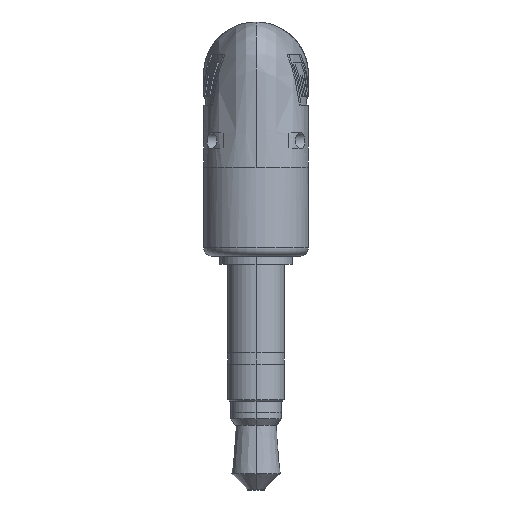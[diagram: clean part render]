
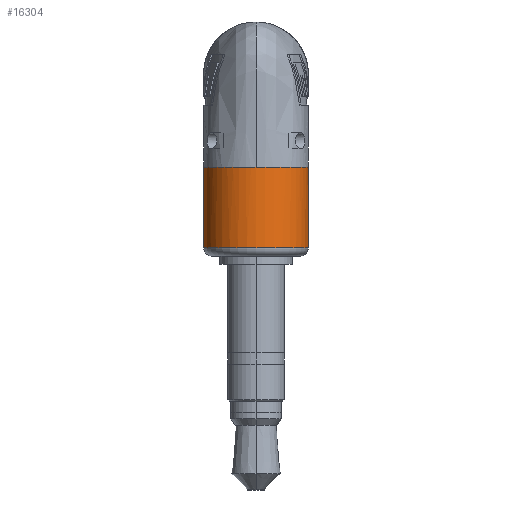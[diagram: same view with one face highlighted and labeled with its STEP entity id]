
A CAD part, left-side view. The second image highlights one B-rep face of the part: STEP entity #16304.
In plain terms, the highlighted cylindrical face has radius 3.25 mm (diameter 6.5 mm), a partial arc.
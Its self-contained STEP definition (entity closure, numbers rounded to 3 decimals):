
#12 = VERTEX_POINT ( 'NONE', #24740 ) ;
#663 = CIRCLE ( 'NONE', #20653, 3.25 ) ;
#1042 = CARTESIAN_POINT ( 'NONE',  ( -1.276, 3.081, 8. ) ) ;
#1212 = CARTESIAN_POINT ( 'NONE',  ( -2.358, 2.358, 8. ) ) ;
#1271 = CARTESIAN_POINT ( 'NONE',  ( 2.358, 2.358, 8. ) ) ;
#2715 = DIRECTION ( 'NONE',  ( 0., 0., -1. ) ) ;
#2857 = CARTESIAN_POINT ( 'NONE',  ( -3.25, 0., 8. ) ) ;
#3793 = VERTEX_POINT ( 'NONE', #4762 ) ;
#4325 = EDGE_CURVE ( 'NONE', #12, #11330, #5502, .T. ) ;
#4762 = CARTESIAN_POINT ( 'NONE',  ( 3.25, 0., 8. ) ) ;
#5164 = CARTESIAN_POINT ( 'NONE',  ( -3.081, 1.276, 8. ) ) ;
#5385 = CARTESIAN_POINT ( 'NONE',  ( 3.25, 0., 8. ) ) ;
#5502 = LINE ( 'NONE', #19221, #20730 ) ;
#6210 = AXIS2_PLACEMENT_3D ( 'NONE', #8441, #2715, #10205 ) ;
#6780 = ORIENTED_EDGE ( 'NONE', *, *, #19767, .F. ) ;
#7178 = CARTESIAN_POINT ( 'NONE',  ( 0.425, 3.25, 8. ) ) ;
#7312 = VERTEX_POINT ( 'NONE', #13010 ) ;
#7699 = ORIENTED_EDGE ( 'NONE', *, *, #17952, .F. ) ;
#7951 = CARTESIAN_POINT ( 'NONE',  ( 3.25, 0., 3. ) ) ;
#8325 = FACE_OUTER_BOUND ( 'NONE', #18958, .T. ) ;
#8441 = CARTESIAN_POINT ( 'NONE',  ( 0., 0., 8. ) ) ;
#8917 = CARTESIAN_POINT ( 'NONE',  ( -3.25, 0.425, 8. ) ) ;
#9468 = CARTESIAN_POINT ( 'NONE',  ( 1.276, 3.081, 8. ) ) ;
#9715 = LINE ( 'NONE', #5385, #10910 ) ;
#10205 = DIRECTION ( 'NONE',  ( -1., 0., 0. ) ) ;
#10451 = DIRECTION ( 'NONE',  ( 1., 0., 0. ) ) ;
#10910 = VECTOR ( 'NONE', #18842, 1000. ) ;
#10987 = CARTESIAN_POINT ( 'NONE',  ( 0., 3.25, 8. ) ) ;
#11245 = CARTESIAN_POINT ( 'NONE',  ( 3.25, 0., 8. ) ) ;
#11330 = VERTEX_POINT ( 'NONE', #17374 ) ;
#11617 = EDGE_CURVE ( 'NONE', #12756, #11330, #663, .T. ) ;
#12756 = VERTEX_POINT ( 'NONE', #7951 ) ;
#12815 = CARTESIAN_POINT ( 'NONE',  ( -0.425, 3.25, 8. ) ) ;
#12883 = CYLINDRICAL_SURFACE ( 'NONE', #6210, 3.25 ) ;
#13010 = CARTESIAN_POINT ( 'NONE',  ( 0., 3.25, 8. ) ) ;
#13339 = DIRECTION ( 'NONE',  ( 0., 0., -1. ) ) ;
#14748 = ORIENTED_EDGE ( 'NONE', *, *, #11617, .T. ) ;
#14848 = B_SPLINE_CURVE_WITH_KNOTS ( 'NONE', 3,
 ( #11245, #19020, #20906, #1271, #9468, #7178, #10987 ),
 .UNSPECIFIED., .F., .F.,
 ( 4, 1, 1, 1, 4 ),
 ( 0.75, 0.813, 0.875, 0.938, 1. ),
 .UNSPECIFIED. ) ;
#15361 = ORIENTED_EDGE ( 'NONE', *, *, #19729, .T. ) ;
#16175 = DIRECTION ( 'NONE',  ( 0., 0., 1. ) ) ;
#16304 = ADVANCED_FACE ( 'NONE', ( #8325 ), #12883, .T. ) ;
#16596 = B_SPLINE_CURVE_WITH_KNOTS ( 'NONE', 3,
 ( #18540, #12815, #1042, #1212, #5164, #8917, #2857 ),
 .UNSPECIFIED., .F., .F.,
 ( 4, 1, 1, 1, 4 ),
 ( 0., 0.063, 0.125, 0.187, 0.25 ),
 .UNSPECIFIED. ) ;
#17374 = CARTESIAN_POINT ( 'NONE',  ( -3.25, 0., 3. ) ) ;
#17952 = EDGE_CURVE ( 'NONE', #7312, #12, #16596, .T. ) ;
#18540 = CARTESIAN_POINT ( 'NONE',  ( 0., 3.25, 8. ) ) ;
#18842 = DIRECTION ( 'NONE',  ( 0., 0., -1. ) ) ;
#18958 = EDGE_LOOP ( 'NONE', ( #6780, #15361, #14748, #21706, #7699 ) ) ;
#19020 = CARTESIAN_POINT ( 'NONE',  ( 3.25, 0.425, 8. ) ) ;
#19221 = CARTESIAN_POINT ( 'NONE',  ( -3.25, 0., 8. ) ) ;
#19729 = EDGE_CURVE ( 'NONE', #3793, #12756, #9715, .T. ) ;
#19767 = EDGE_CURVE ( 'NONE', #3793, #7312, #14848, .T. ) ;
#20103 = CARTESIAN_POINT ( 'NONE',  ( 0., 0., 3. ) ) ;
#20653 = AXIS2_PLACEMENT_3D ( 'NONE', #20103, #16175, #10451 ) ;
#20730 = VECTOR ( 'NONE', #13339, 1000. ) ;
#20906 = CARTESIAN_POINT ( 'NONE',  ( 3.081, 1.276, 8. ) ) ;
#21706 = ORIENTED_EDGE ( 'NONE', *, *, #4325, .F. ) ;
#24740 = CARTESIAN_POINT ( 'NONE',  ( -3.25, 0., 8. ) ) ;
